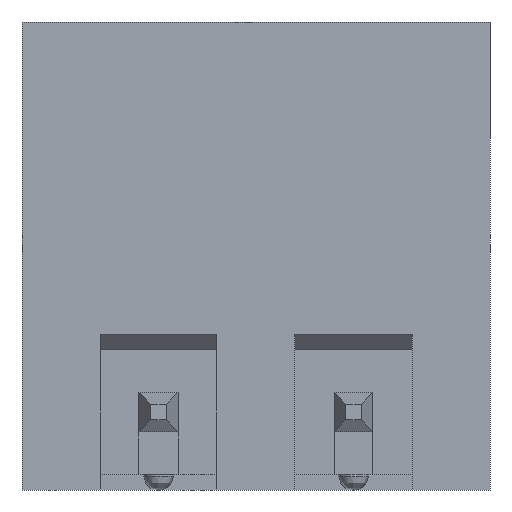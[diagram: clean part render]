
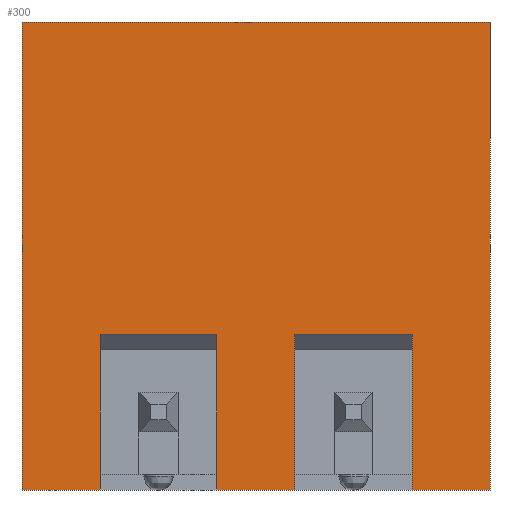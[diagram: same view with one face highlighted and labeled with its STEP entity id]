
A CAD part, front view. The second image highlights one B-rep face of the part: STEP entity #300.
In plain terms, the highlighted planar face has unit normal (0, -1, 0).
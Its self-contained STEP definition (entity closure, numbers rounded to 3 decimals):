
#300 = ADVANCED_FACE( '', ( #627 ), #628, .T. );
#627 = FACE_OUTER_BOUND( '', #994, .T. );
#628 = PLANE( '', #995 );
#994 = EDGE_LOOP( '', ( #1751, #1752, #1753, #1754, #1755, #1756, #1757, #1758, #1759, #1760, #1761, #1762 ) );
#995 = AXIS2_PLACEMENT_3D( '', #1763, #1764, #1765 );
#1751 = ORIENTED_EDGE( '', *, *, #2287, .F. );
#1752 = ORIENTED_EDGE( '', *, *, #2555, .F. );
#1753 = ORIENTED_EDGE( '', *, *, #2546, .F. );
#1754 = ORIENTED_EDGE( '', *, *, #2493, .T. );
#1755 = ORIENTED_EDGE( '', *, *, #2560, .F. );
#1756 = ORIENTED_EDGE( '', *, *, #2561, .F. );
#1757 = ORIENTED_EDGE( '', *, *, #2366, .F. );
#1758 = ORIENTED_EDGE( '', *, *, #2455, .T. );
#1759 = ORIENTED_EDGE( '', *, *, #2412, .T. );
#1760 = ORIENTED_EDGE( '', *, *, #2442, .F. );
#1761 = ORIENTED_EDGE( '', *, *, #2362, .F. );
#1762 = ORIENTED_EDGE( '', *, *, #2562, .T. );
#1763 = CARTESIAN_POINT( '', ( 6., -4.25, -6. ) );
#1764 = DIRECTION( '', ( 0., -1., 0. ) );
#1765 = DIRECTION( '', ( 0., 0., -1. ) );
#2287 = EDGE_CURVE( '', #2699, #2695, #2701, .F. );
#2362 = EDGE_CURVE( '', #2834, #2836, #2837, .T. );
#2366 = EDGE_CURVE( '', #2842, #2844, #2845, .T. );
#2412 = EDGE_CURVE( '', #2919, #2917, #2920, .T. );
#2442 = EDGE_CURVE( '', #2836, #2917, #2969, .T. );
#2455 = EDGE_CURVE( '', #2842, #2919, #2989, .T. );
#2493 = EDGE_CURVE( '', #3052, #3050, #3053, .T. );
#2546 = EDGE_CURVE( '', #3052, #3126, #3127, .T. );
#2555 = EDGE_CURVE( '', #3126, #2699, #3138, .T. );
#2560 = EDGE_CURVE( '', #3143, #3050, #3144, .F. );
#2561 = EDGE_CURVE( '', #2844, #3143, #3145, .T. );
#2562 = EDGE_CURVE( '', #2834, #2695, #3146, .T. );
#2695 = VERTEX_POINT( '', #3303 );
#2699 = VERTEX_POINT( '', #3309 );
#2701 = LINE( '', #3312, #3313 );
#2834 = VERTEX_POINT( '', #3500 );
#2836 = VERTEX_POINT( '', #3503 );
#2837 = LINE( '', #3504, #3505 );
#2842 = VERTEX_POINT( '', #3512 );
#2844 = VERTEX_POINT( '', #3515 );
#2845 = LINE( '', #3516, #3517 );
#2917 = VERTEX_POINT( '', #3618 );
#2919 = VERTEX_POINT( '', #3621 );
#2920 = LINE( '', #3622, #3623 );
#2969 = LINE( '', #3692, #3693 );
#2989 = LINE( '', #3720, #3721 );
#3050 = VERTEX_POINT( '', #3808 );
#3052 = VERTEX_POINT( '', #3811 );
#3053 = LINE( '', #3812, #3813 );
#3126 = VERTEX_POINT( '', #3915 );
#3127 = LINE( '', #3916, #3917 );
#3138 = LINE( '', #3933, #3934 );
#3143 = VERTEX_POINT( '', #3941 );
#3144 = LINE( '', #3942, #3943 );
#3145 = LINE( '', #3944, #3945 );
#3146 = LINE( '', #3946, #3947 );
#3303 = CARTESIAN_POINT( '', ( -4., -4.25, -2. ) );
#3309 = CARTESIAN_POINT( '', ( -1., -4.25, -2. ) );
#3312 = CARTESIAN_POINT( '', ( -4., -4.25, -2. ) );
#3313 = VECTOR( '', #4159, 1000. );
#3500 = CARTESIAN_POINT( '', ( -4., -4.25, -6. ) );
#3503 = CARTESIAN_POINT( '', ( -6., -4.25, -6. ) );
#3504 = CARTESIAN_POINT( '', ( 6., -4.25, -6. ) );
#3505 = VECTOR( '', #4233, 1000. );
#3512 = CARTESIAN_POINT( '', ( 6., -4.25, -6. ) );
#3515 = CARTESIAN_POINT( '', ( 4., -4.25, -6. ) );
#3516 = CARTESIAN_POINT( '', ( 6., -4.25, -6. ) );
#3517 = VECTOR( '', #4237, 1000. );
#3618 = CARTESIAN_POINT( '', ( -6., -4.25, 6. ) );
#3621 = CARTESIAN_POINT( '', ( 6., -4.25, 6. ) );
#3622 = CARTESIAN_POINT( '', ( 6., -4.25, 6. ) );
#3623 = VECTOR( '', #4280, 1000. );
#3692 = CARTESIAN_POINT( '', ( -6., -4.25, -6. ) );
#3693 = VECTOR( '', #4313, 1000. );
#3720 = CARTESIAN_POINT( '', ( 6., -4.25, -6. ) );
#3721 = VECTOR( '', #4324, 1000. );
#3808 = CARTESIAN_POINT( '', ( 1., -4.25, -2. ) );
#3811 = CARTESIAN_POINT( '', ( 1., -4.25, -6. ) );
#3812 = CARTESIAN_POINT( '', ( 1., -4.25, -6.12 ) );
#3813 = VECTOR( '', #4364, 1000. );
#3915 = CARTESIAN_POINT( '', ( -1., -4.25, -6. ) );
#3916 = CARTESIAN_POINT( '', ( 6., -4.25, -6. ) );
#3917 = VECTOR( '', #4427, 1000. );
#3933 = CARTESIAN_POINT( '', ( -1., -4.25, -6.12 ) );
#3934 = VECTOR( '', #4433, 1000. );
#3941 = CARTESIAN_POINT( '', ( 4., -4.25, -2. ) );
#3942 = CARTESIAN_POINT( '', ( 1., -4.25, -2. ) );
#3943 = VECTOR( '', #4436, 1000. );
#3944 = CARTESIAN_POINT( '', ( 4., -4.25, -6.12 ) );
#3945 = VECTOR( '', #4437, 1000. );
#3946 = CARTESIAN_POINT( '', ( -4., -4.25, -6.12 ) );
#3947 = VECTOR( '', #4438, 1000. );
#4159 = DIRECTION( '', ( 1., 0., 0. ) );
#4233 = DIRECTION( '', ( -1., 0., 0. ) );
#4237 = DIRECTION( '', ( -1., 0., 0. ) );
#4280 = DIRECTION( '', ( -1., 0., 0. ) );
#4313 = DIRECTION( '', ( 0., 0., 1. ) );
#4324 = DIRECTION( '', ( 0., 0., 1. ) );
#4364 = DIRECTION( '', ( 0., 0., 1. ) );
#4427 = DIRECTION( '', ( -1., 0., 0. ) );
#4433 = DIRECTION( '', ( 0., 0., 1. ) );
#4436 = DIRECTION( '', ( 1., 0., 0. ) );
#4437 = DIRECTION( '', ( 0., 0., 1. ) );
#4438 = DIRECTION( '', ( 0., 0., 1. ) );
